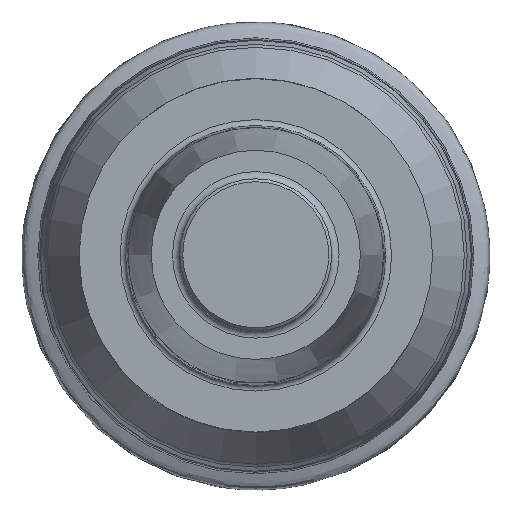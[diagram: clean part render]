
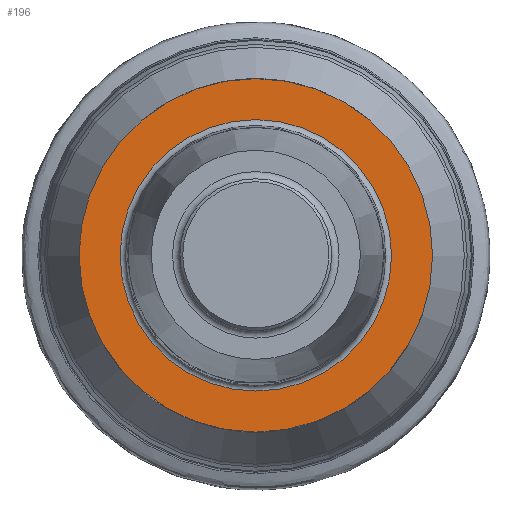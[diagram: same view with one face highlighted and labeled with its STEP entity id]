
A CAD part, top view. The second image highlights one B-rep face of the part: STEP entity #196.
In plain terms, the highlighted planar face has unit normal (0, 0, 1).
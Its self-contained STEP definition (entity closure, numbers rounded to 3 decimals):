
#166=PLANE('',#737);
#196=ADVANCED_FACE('CU_SU5',(#268,#269),#166,.F.);
#268=FACE_BOUND('',#328,.T.);
#269=FACE_BOUND('',#329,.T.);
#328=EDGE_LOOP('',(#412));
#329=EDGE_LOOP('',(#413));
#412=ORIENTED_EDGE('',*,*,#544,.T.);
#413=ORIENTED_EDGE('',*,*,#543,.F.);
#497=VERTEX_POINT('',#1193);
#498=VERTEX_POINT('',#1196);
#543=EDGE_CURVE('',#497,#497,#584,.T.);
#544=EDGE_CURVE('',#498,#498,#585,.T.);
#584=CIRCLE('',#734,12.1);
#585=CIRCLE('',#736,9.292);
#734=AXIS2_PLACEMENT_3D('',#1192,#877,#878);
#736=AXIS2_PLACEMENT_3D('',#1195,#881,#882);
#737=AXIS2_PLACEMENT_3D('',#1197,#883,#884);
#877=DIRECTION('',(0.,0.,-1.));
#878=DIRECTION('',(-1.,0.,0.));
#881=DIRECTION('',(0.,0.,-1.));
#882=DIRECTION('',(-1.,0.,0.));
#883=DIRECTION('',(0.,0.,-1.));
#884=DIRECTION('',(-1.,0.,0.));
#1192=CARTESIAN_POINT('',(0.,0.,0.));
#1193=CARTESIAN_POINT('',(-12.1,0.,0.));
#1195=CARTESIAN_POINT('',(0.,0.,0.));
#1196=CARTESIAN_POINT('',(-9.292,0.,0.));
#1197=CARTESIAN_POINT('',(-8.907,0.,0.));
